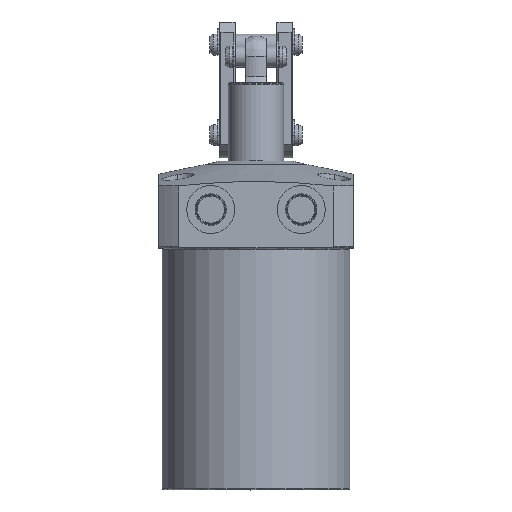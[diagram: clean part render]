
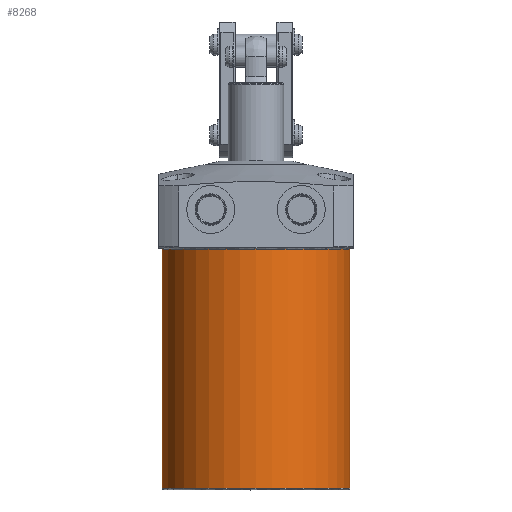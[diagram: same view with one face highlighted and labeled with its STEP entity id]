
A CAD part, top view. The second image highlights one B-rep face of the part: STEP entity #8268.
In plain terms, the highlighted cylindrical face has radius 27 mm (diameter 54 mm), a partial arc.
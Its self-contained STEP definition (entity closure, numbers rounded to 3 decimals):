
#104 = CARTESIAN_POINT ( 'NONE',  ( 0., -24.3, 0. ) ) ;
#108 = DIRECTION ( 'NONE',  ( -1., 0., 0. ) ) ;
#115 = DIRECTION ( 'NONE',  ( 0., -1., 0. ) ) ;
#550 = AXIS2_PLACEMENT_3D ( 'NONE', #3617, #3615, #3613 ) ;
#565 = AXIS2_PLACEMENT_3D ( 'NONE', #104, #115, #108 ) ;
#1506 = CIRCLE ( 'NONE', #565, 27. ) ;
#1580 = LINE ( 'NONE', #3518, #2012 ) ;
#2012 = VECTOR ( 'NONE', #3507, 1000. ) ;
#2071 = CIRCLE ( 'NONE', #550, 27. ) ;
#2371 = LINE ( 'NONE', #3181, #2376 ) ;
#2376 = VECTOR ( 'NONE', #3180, 1000. ) ;
#2413 = FACE_OUTER_BOUND ( 'NONE', #9209, .T. ) ;
#2414 = CYLINDRICAL_SURFACE ( 'NONE', #8587, 27. ) ;
#3180 = DIRECTION ( 'NONE',  ( 0., 1., 0. ) ) ;
#3181 = CARTESIAN_POINT ( 'NONE',  ( -27., 0., 0. ) ) ;
#3277 = EDGE_CURVE ( 'NONE', #5429, #5994, #1506, .T. ) ;
#3340 = EDGE_CURVE ( 'NONE', #5424, #5449, #2071, .T. ) ;
#3381 = EDGE_CURVE ( 'NONE', #5449, #5429, #1580, .T. ) ;
#3507 = DIRECTION ( 'NONE',  ( 0., 1., 0. ) ) ;
#3518 = CARTESIAN_POINT ( 'NONE',  ( 27., 0., 0. ) ) ;
#3526 = EDGE_CURVE ( 'NONE', #5424, #5994, #2371, .T. ) ;
#3613 = DIRECTION ( 'NONE',  ( -1., 0., 0. ) ) ;
#3615 = DIRECTION ( 'NONE',  ( 0., 1., 0. ) ) ;
#3617 = CARTESIAN_POINT ( 'NONE',  ( 0., -93., 0. ) ) ;
#4705 = CARTESIAN_POINT ( 'NONE',  ( 27., -93., 0. ) ) ;
#4725 = CARTESIAN_POINT ( 'NONE',  ( 27., -24.3, 0. ) ) ;
#4730 = CARTESIAN_POINT ( 'NONE',  ( -27., -93., 0. ) ) ;
#5424 = VERTEX_POINT ( 'NONE', #4730 ) ;
#5429 = VERTEX_POINT ( 'NONE', #4725 ) ;
#5449 = VERTEX_POINT ( 'NONE', #4705 ) ;
#5803 = ORIENTED_EDGE ( 'NONE', *, *, #3526, .F. ) ;
#5804 = ORIENTED_EDGE ( 'NONE', *, *, #3277, .T. ) ;
#5806 = ORIENTED_EDGE ( 'NONE', *, *, #3381, .T. ) ;
#5807 = ORIENTED_EDGE ( 'NONE', *, *, #3340, .T. ) ;
#5994 = VERTEX_POINT ( 'NONE', #7572 ) ;
#6597 = CARTESIAN_POINT ( 'NONE',  ( 0., 0., 0. ) ) ;
#6613 = DIRECTION ( 'NONE',  ( 0., 1., 0. ) ) ;
#6614 = DIRECTION ( 'NONE',  ( -1., 0., 0. ) ) ;
#7572 = CARTESIAN_POINT ( 'NONE',  ( -27., -24.3, 0. ) ) ;
#8268 = ADVANCED_FACE ( 'NONE', ( #2413 ), #2414, .T. ) ;
#8587 = AXIS2_PLACEMENT_3D ( 'NONE', #6597, #6613, #6614 ) ;
#9209 = EDGE_LOOP ( 'NONE', ( #5807, #5806, #5804, #5803 ) ) ;
